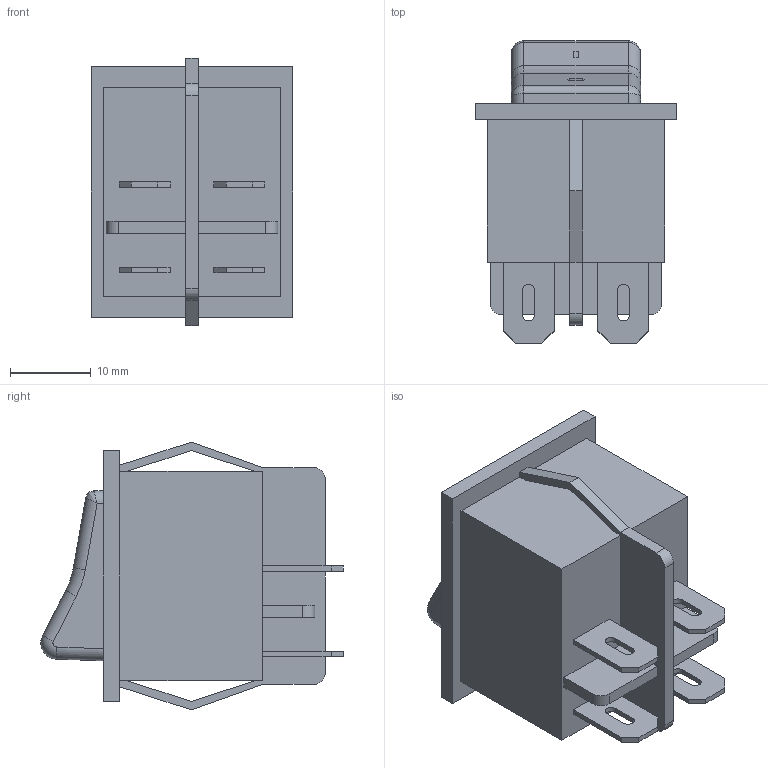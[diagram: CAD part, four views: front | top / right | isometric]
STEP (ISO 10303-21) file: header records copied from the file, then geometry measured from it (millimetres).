
FILE_DESCRIPTION (( 'STEP AP203' ), '1' );
FILE_NAME ('KCD4_ROCKET_SWITCH.STEP', '2020-03-02T06:50:55', ( '' ), ( '' ), 'SwSTEP 2.0', 'SolidWorks 2014', '' );
FILE_SCHEMA (( 'CONFIG_CONTROL_DESIGN' ));
Length unit declared in the file: millimetre
Products named in the file (1): KCD4_ROCKET_SWITCH
Bounding box: 25 x 37.48 x 33.2 mm (x, y, z)
Volume: 13821.6 mm3; surface area: 5328.6 mm2
Topology: 1 solids, 1 shells, 379 faces, 1005 edges, 664 vertices
Faces by surface type: plane 253, bspline 95, cylinder 27, torus 4
Entity records: 17886 total; most frequent: CARTESIAN_POINT 8992, ORIENTED_EDGE 2006, DIRECTION 1433, EDGE_CURVE 1003, LINE 759, VECTOR 759, VERTEX_POINT 664, EDGE_LOOP 429
